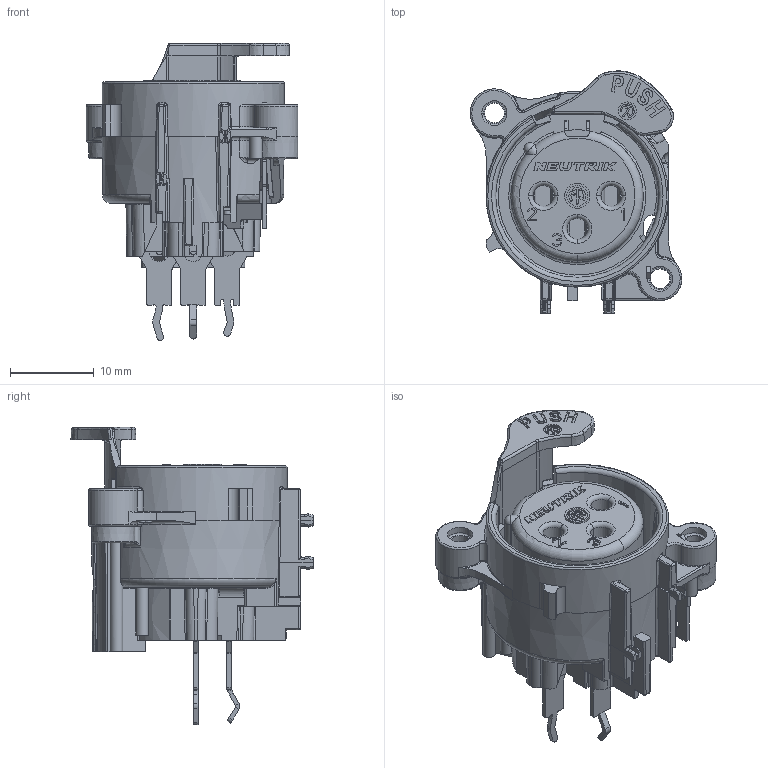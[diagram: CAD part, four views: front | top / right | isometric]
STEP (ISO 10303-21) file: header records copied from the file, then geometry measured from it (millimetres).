
FILE_DESCRIPTION((''),'2;1');
FILE_NAME('30010759','2023-07-05T09:44:22',('SYSTEM'),(''),'CREO PARAMETRIC BY PTC INC, 2021184','CREO PARAMETRIC BY PTC INC, 2021184','');
FILE_SCHEMA(('CONFIG_CONTROL_DESIGN'));
Products named in the file (1): 30010759
Bounding box: 25.3 x 28.94 x 35.51 mm (x, y, z)
Volume: 6097.6 mm3; surface area: 5307.4 mm2
Topology: 1 solids, 1 shells, 1501 faces, 4084 edges, 2611 vertices
Faces by surface type: plane 745, cylinder 350, bspline 170, torus 105, cone 56, extrusion 52, sphere 22, revolution 1
Entity records: 53671 total; most frequent: CARTESIAN_POINT 17151, ORIENTED_EDGE 8166, DIRECTION 6874, EDGE_CURVE 4083, VERTEX_POINT 2611, VECTOR 2381, LINE 2329, AXIS2_PLACEMENT_3D 2246
